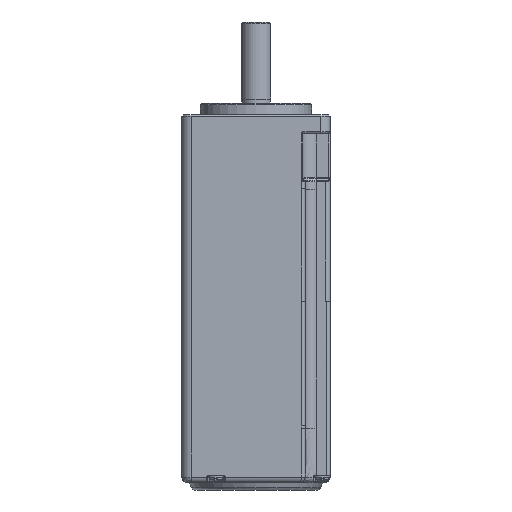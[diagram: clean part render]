
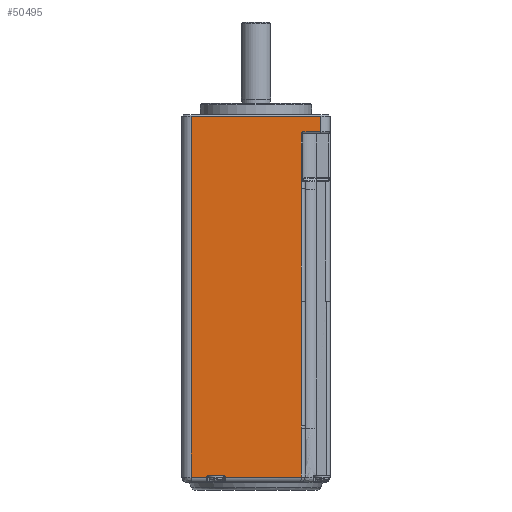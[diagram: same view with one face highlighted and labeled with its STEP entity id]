
A CAD part, front view. The second image highlights one B-rep face of the part: STEP entity #50495.
In plain terms, the highlighted planar face has unit normal (0, -1, 0).
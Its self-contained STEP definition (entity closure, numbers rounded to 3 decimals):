
#1460=CARTESIAN_POINT('',(-13.25,-20.,-103.4));
#1461=VERTEX_POINT('',#1460);
#1469=CARTESIAN_POINT('',(-17.5,-20.,-103.4));
#1470=VERTEX_POINT('',#1469);
#1471=CARTESIAN_POINT('',(-13.25,-20.,-103.4));
#1472=DIRECTION('',(-1.,0.,0.));
#1473=VECTOR('',#1472,4.25);
#1474=LINE('',#1471,#1473);
#1475=EDGE_CURVE('',#1461,#1470,#1474,.T.);
#2658=CARTESIAN_POINT('',(12.26,-20.,-103.4));
#2659=VERTEX_POINT('',#2658);
#2660=CARTESIAN_POINT('',(-8.35,-20.,-103.4));
#2661=VERTEX_POINT('',#2660);
#2662=CARTESIAN_POINT('',(12.26,-20.,-103.4));
#2663=DIRECTION('',(-1.,0.,0.));
#2664=VECTOR('',#2663,20.61);
#2665=LINE('',#2662,#2664);
#2666=EDGE_CURVE('',#2659,#2661,#2665,.T.);
#3529=CARTESIAN_POINT('',(-13.25,-20.,-103.3));
#3530=VERTEX_POINT('',#3529);
#3538=CARTESIAN_POINT('',(-13.25,-20.,-103.3));
#3539=DIRECTION('',(0.,0.,-1.));
#3540=VECTOR('',#3539,0.1);
#3541=LINE('',#3538,#3540);
#3542=EDGE_CURVE('',#3530,#1461,#3541,.T.);
#3563=CARTESIAN_POINT('',(-12.85,-20.,-102.9));
#3564=VERTEX_POINT('',#3563);
#3565=CARTESIAN_POINT('',(-12.85,-20.,-103.3));
#3566=DIRECTION('',(0.,0.,1.));
#3567=DIRECTION('',(0.,-1.,-0.));
#3568=AXIS2_PLACEMENT_3D('',#3565,#3567,#3566);
#3569=CIRCLE('',#3568,0.4);
#3570=EDGE_CURVE('',#3564,#3530,#3569,.T.);
#3599=CARTESIAN_POINT('',(-8.75,-20.,-102.9));
#3600=VERTEX_POINT('',#3599);
#3608=CARTESIAN_POINT('',(-8.75,-20.,-102.9));
#3609=DIRECTION('',(-1.,0.,0.));
#3610=VECTOR('',#3609,4.1);
#3611=LINE('',#3608,#3610);
#3612=EDGE_CURVE('',#3600,#3564,#3611,.T.);
#3658=CARTESIAN_POINT('',(-8.35,-20.,-103.3));
#3659=VERTEX_POINT('',#3658);
#3667=CARTESIAN_POINT('',(-8.75,-20.,-103.3));
#3668=DIRECTION('',(1.,0.,0.));
#3669=DIRECTION('',(-0.,-1.,0.));
#3670=AXIS2_PLACEMENT_3D('',#3667,#3669,#3668);
#3671=CIRCLE('',#3670,0.4);
#3672=EDGE_CURVE('',#3659,#3600,#3671,.T.);
#3699=CARTESIAN_POINT('',(-8.35,-20.,-103.4));
#3700=DIRECTION('',(0.,0.,1.));
#3701=VECTOR('',#3700,0.1);
#3702=LINE('',#3699,#3701);
#3703=EDGE_CURVE('',#2661,#3659,#3702,.T.);
#3732=CARTESIAN_POINT('',(12.26,-20.,-90.2));
#3733=VERTEX_POINT('',#3732);
#3741=CARTESIAN_POINT('',(12.26,-20.,-90.2));
#3742=DIRECTION('',(0.,0.,-1.));
#3743=VECTOR('',#3742,13.2);
#3744=LINE('',#3741,#3743);
#3745=EDGE_CURVE('',#3733,#2659,#3744,.T.);
#3768=CARTESIAN_POINT('',(12.26,-20.,-89.6));
#3769=VERTEX_POINT('',#3768);
#3770=CARTESIAN_POINT('',(12.26,-20.,-89.6));
#3771=DIRECTION('',(0.,0.,-1.));
#3772=VECTOR('',#3771,0.6);
#3773=LINE('',#3770,#3772);
#3774=EDGE_CURVE('',#3769,#3733,#3773,.T.);
#3819=CARTESIAN_POINT('',(12.26,-20.,-55.9));
#3820=VERTEX_POINT('',#3819);
#3828=CARTESIAN_POINT('',(12.26,-20.,-55.9));
#3829=DIRECTION('',(0.,0.,-1.));
#3830=VECTOR('',#3829,33.7);
#3831=LINE('',#3828,#3830);
#3832=EDGE_CURVE('',#3820,#3769,#3831,.T.);
#50023=CARTESIAN_POINT('',(12.161,-20.,-55.9));
#50024=VERTEX_POINT('',#50023);
#50025=CARTESIAN_POINT('',(12.161,-18.9,-55.9));
#50026=DIRECTION('',(0.,-1.,0.));
#50027=DIRECTION('',(0.,0.,1.));
#50028=AXIS2_PLACEMENT_3D('',#50025,#50027,#50026);
#50029=CIRCLE('',#50028,1.1);
#50030=EDGE_CURVE('',#50024,#3820,#50029,.T.);
#50050=CARTESIAN_POINT('',(12.163,-20.,-25.5));
#50051=VERTEX_POINT('',#50050);
#50060=CARTESIAN_POINT('',(12.163,-20.,-25.5));
#50061=DIRECTION('',(0.,0.,-1.));
#50062=VECTOR('',#50061,30.4);
#50063=LINE('',#50060,#50062);
#50064=EDGE_CURVE('',#50051,#50024,#50063,.T.);
#50391=CARTESIAN_POINT('',(-17.5,-20.,-6.));
#50392=VERTEX_POINT('',#50391);
#50402=CARTESIAN_POINT('',(-17.5,-20.,-6.));
#50403=DIRECTION('',(0.,0.,-1.));
#50404=VECTOR('',#50403,97.4);
#50405=LINE('',#50402,#50404);
#50406=EDGE_CURVE('',#50392,#1470,#50405,.T.);
#50411=CARTESIAN_POINT('',(-0.2,-20.,-54.744));
#50412=DIRECTION('',(0.,0.,1.));
#50413=DIRECTION('',(0.,-1.,0.));
#50414=AXIS2_PLACEMENT_3D('',#50411,#50413,#50412);
#50415=PLANE('',#50414);
#50416=ORIENTED_EDGE('',*,*,#1475,.F.);
#50417=ORIENTED_EDGE('',*,*,#3542,.F.);
#50418=ORIENTED_EDGE('',*,*,#3570,.F.);
#50419=ORIENTED_EDGE('',*,*,#3612,.F.);
#50420=ORIENTED_EDGE('',*,*,#3672,.F.);
#50421=ORIENTED_EDGE('',*,*,#3703,.F.);
#50422=ORIENTED_EDGE('',*,*,#2666,.F.);
#50423=ORIENTED_EDGE('',*,*,#3745,.F.);
#50424=ORIENTED_EDGE('',*,*,#3774,.F.);
#50425=ORIENTED_EDGE('',*,*,#3832,.F.);
#50426=ORIENTED_EDGE('',*,*,#50030,.F.);
#50427=ORIENTED_EDGE('',*,*,#50064,.F.);
#50428=CARTESIAN_POINT('',(12.163,-20.,-23.6));
#50429=VERTEX_POINT('',#50428);
#50430=CARTESIAN_POINT('',(12.163,-20.,-25.5));
#50431=CARTESIAN_POINT('',(12.163,-20.,-24.55));
#50432=CARTESIAN_POINT('',(12.163,-20.,-23.6));
#50433=B_SPLINE_CURVE_WITH_KNOTS('',2,(#50430,#50431,#50432),.UNSPECIFIED.,.F.,.U.,(3,3),(0.497,5.218),.UNSPECIFIED.);
#50434=EDGE_CURVE('',#50051,#50429,#50433,.T.);
#50435=ORIENTED_EDGE('',*,*,#50434,.T.);
#50436=CARTESIAN_POINT('',(12.163,-20.,-22.633));
#50437=VERTEX_POINT('',#50436);
#50438=CARTESIAN_POINT('',(12.163,-20.,-23.6));
#50439=DIRECTION('',(0.,0.,1.));
#50440=VECTOR('',#50439,0.967);
#50441=LINE('',#50438,#50440);
#50442=EDGE_CURVE('',#50429,#50437,#50441,.T.);
#50443=ORIENTED_EDGE('',*,*,#50442,.T.);
#50444=CARTESIAN_POINT('',(12.16,-20.,-22.573));
#50445=VERTEX_POINT('',#50444);
#50446=CARTESIAN_POINT('',(12.76,-20.,-22.573));
#50447=DIRECTION('',(-0.995,0.,-0.101));
#50448=DIRECTION('',(0.,1.,0.));
#50449=AXIS2_PLACEMENT_3D('',#50446,#50448,#50447);
#50450=CIRCLE('',#50449,0.6);
#50451=EDGE_CURVE('',#50437,#50445,#50450,.T.);
#50452=ORIENTED_EDGE('',*,*,#50451,.T.);
#50453=CARTESIAN_POINT('',(12.16,-20.,-10.7));
#50454=VERTEX_POINT('',#50453);
#50455=CARTESIAN_POINT('',(12.16,-20.,-22.573));
#50456=DIRECTION('',(0.,0.,1.));
#50457=VECTOR('',#50456,11.873);
#50458=LINE('',#50455,#50457);
#50459=EDGE_CURVE('',#50445,#50454,#50458,.T.);
#50460=ORIENTED_EDGE('',*,*,#50459,.T.);
#50461=CARTESIAN_POINT('',(12.66,-20.,-10.2));
#50462=VERTEX_POINT('',#50461);
#50463=CARTESIAN_POINT('',(12.66,-20.,-10.7));
#50464=DIRECTION('',(-1.,0.,0.));
#50465=DIRECTION('',(-0.,1.,0.));
#50466=AXIS2_PLACEMENT_3D('',#50463,#50465,#50464);
#50467=CIRCLE('',#50466,0.5);
#50468=EDGE_CURVE('',#50454,#50462,#50467,.T.);
#50469=ORIENTED_EDGE('',*,*,#50468,.T.);
#50470=CARTESIAN_POINT('',(17.5,-20.,-10.2));
#50471=VERTEX_POINT('',#50470);
#50472=CARTESIAN_POINT('',(12.66,-20.,-10.2));
#50473=DIRECTION('',(1.,0.,0.));
#50474=VECTOR('',#50473,4.84);
#50475=LINE('',#50472,#50474);
#50476=EDGE_CURVE('',#50462,#50471,#50475,.T.);
#50477=ORIENTED_EDGE('',*,*,#50476,.T.);
#50478=CARTESIAN_POINT('',(17.5,-20.,-6.));
#50479=VERTEX_POINT('',#50478);
#50480=CARTESIAN_POINT('',(17.5,-20.,-10.2));
#50481=DIRECTION('',(0.,0.,1.));
#50482=VECTOR('',#50481,4.2);
#50483=LINE('',#50480,#50482);
#50484=EDGE_CURVE('',#50471,#50479,#50483,.T.);
#50485=ORIENTED_EDGE('',*,*,#50484,.T.);
#50486=CARTESIAN_POINT('',(17.5,-20.,-6.));
#50487=DIRECTION('',(-1.,0.,0.));
#50488=VECTOR('',#50487,35.);
#50489=LINE('',#50486,#50488);
#50490=EDGE_CURVE('',#50479,#50392,#50489,.T.);
#50491=ORIENTED_EDGE('',*,*,#50490,.T.);
#50492=ORIENTED_EDGE('',*,*,#50406,.T.);
#50493=EDGE_LOOP('',(#50416,#50417,#50418,#50419,#50420,#50421,#50422,#50423,#50424,#50425,#50426,#50427,#50435,#50443,#50452,#50460,#50469,#50477,#50485,#50491,#50492));
#50494=FACE_OUTER_BOUND('',#50493,.T.);
#50495=ADVANCED_FACE('',(#50494),#50415,.T.);
